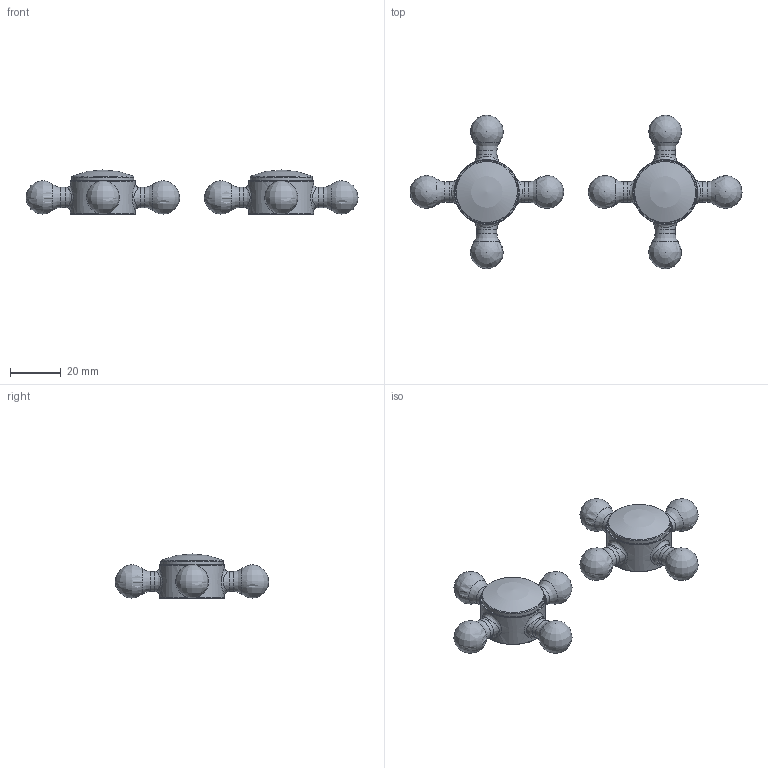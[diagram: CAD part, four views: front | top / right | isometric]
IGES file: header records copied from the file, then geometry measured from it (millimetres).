
Global section: file name: V251-XA cross-top-handle-assy; native system: Autodesk Inventor 2018; preprocessor: unknown; author: adaniels; date: 20190709.092445; units: millimetre
Bounding box: 130.3 x 60.3 x 17.3 mm (x, y, z)
Volume: 23952.7 mm3; surface area: 14278.1 mm2
Topology: 6 solids, 6 shells, 208 faces, 602 edges, 412 vertices
Faces by surface type: bspline 208
